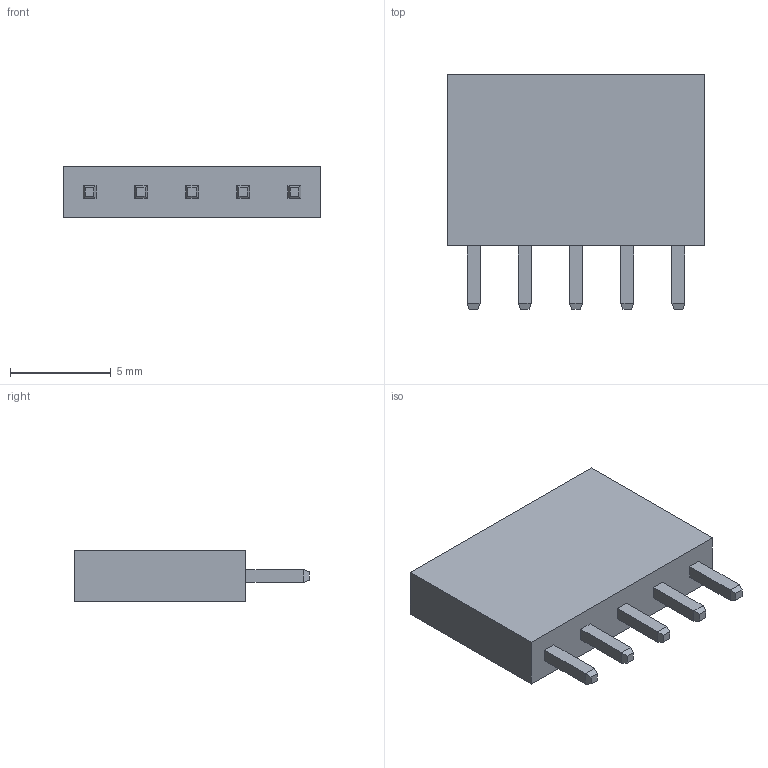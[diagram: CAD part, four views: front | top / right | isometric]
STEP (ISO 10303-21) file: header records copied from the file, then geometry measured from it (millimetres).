
FILE_DESCRIPTION (( 'STEP AP214' ), '1' );
FILE_NAME ('PBS-5.STEP', '2011-05-17T10:40:16', ( 'vpeshkov' ), ( 'licard' ), 'SwSTEP 2.0', 'SolidWorks 2009', '' );
FILE_SCHEMA (( 'AUTOMOTIVE_DESIGN' ));
Length unit declared in the file: millimetre
Products named in the file (1): PBS-5
Bounding box: 12.7 x 11.65 x 2.54 mm (x, y, z)
Volume: 234.6 mm3; surface area: 507.6 mm2
Topology: 1 solids, 1 shells, 96 faces, 212 edges, 128 vertices
Faces by surface type: plane 96
Entity records: 3065 total; most frequent: CARTESIAN_POINT 437, ORIENTED_EDGE 424, DIRECTION 406, EDGE_CURVE 212, VECTOR 212, LINE 212, VERTEX_POINT 128, EDGE_LOOP 106
